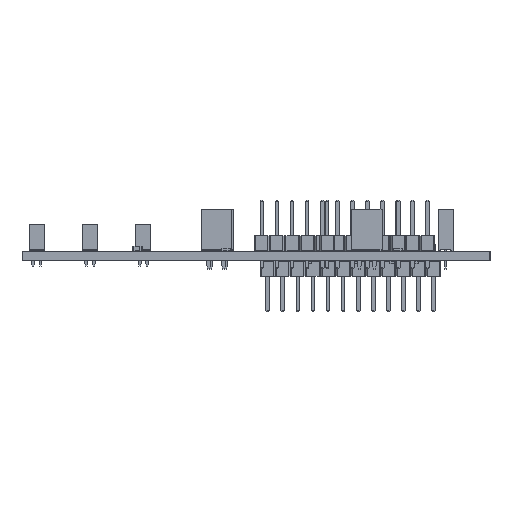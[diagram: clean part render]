
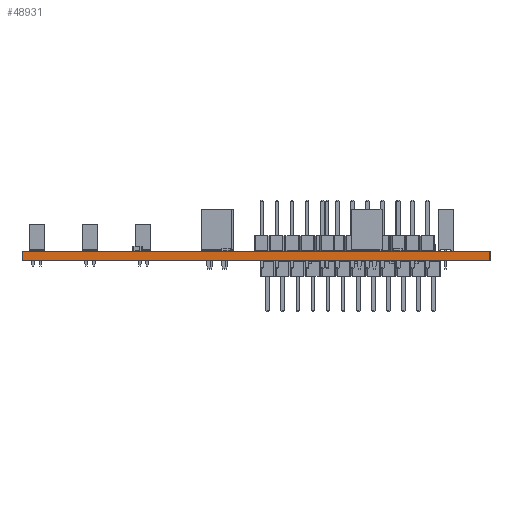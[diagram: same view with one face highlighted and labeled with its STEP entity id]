
A CAD part, left-side view. The second image highlights one B-rep face of the part: STEP entity #48931.
In plain terms, the highlighted planar face has unit normal (-1, 0, 0).
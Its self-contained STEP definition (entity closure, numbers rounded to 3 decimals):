
#48931 = ADVANCED_FACE('',(#48932),#48946,.F.);
#48932 = FACE_BOUND('',#48933,.F.);
#48933 = EDGE_LOOP('',(#48934,#48969,#48997,#49025));
#48934 = ORIENTED_EDGE('',*,*,#48935,.T.);
#48935 = EDGE_CURVE('',#48936,#48938,#48940,.T.);
#48936 = VERTEX_POINT('',#48937);
#48937 = CARTESIAN_POINT('',(-64.,39.5,0.));
#48938 = VERTEX_POINT('',#48939);
#48939 = CARTESIAN_POINT('',(-64.,39.5,1.6));
#48940 = SURFACE_CURVE('',#48941,(#48945,#48957),.PCURVE_S1.);
#48941 = LINE('',#48942,#48943);
#48942 = CARTESIAN_POINT('',(-64.,39.5,0.));
#48943 = VECTOR('',#48944,1.);
#48944 = DIRECTION('',(0.,0.,1.));
#48945 = PCURVE('',#48946,#48951);
#48946 = PLANE('',#48947);
#48947 = AXIS2_PLACEMENT_3D('',#48948,#48949,#48950);
#48948 = CARTESIAN_POINT('',(-64.,39.5,0.));
#48949 = DIRECTION('',(1.,0.,-0.));
#48950 = DIRECTION('',(0.,-1.,0.));
#48951 = DEFINITIONAL_REPRESENTATION('',(#48952),#48956);
#48952 = LINE('',#48953,#48954);
#48953 = CARTESIAN_POINT('',(0.,0.));
#48954 = VECTOR('',#48955,1.);
#48955 = DIRECTION('',(0.,-1.));
#48956 = ( GEOMETRIC_REPRESENTATION_CONTEXT(2) 
PARAMETRIC_REPRESENTATION_CONTEXT() REPRESENTATION_CONTEXT('2D SPACE',''
  ) );
#48957 = PCURVE('',#48958,#48963);
#48958 = PLANE('',#48959);
#48959 = AXIS2_PLACEMENT_3D('',#48960,#48961,#48962);
#48960 = CARTESIAN_POINT('',(40.5,39.5,0.));
#48961 = DIRECTION('',(0.,-1.,0.));
#48962 = DIRECTION('',(-1.,0.,0.));
#48963 = DEFINITIONAL_REPRESENTATION('',(#48964),#48968);
#48964 = LINE('',#48965,#48966);
#48965 = CARTESIAN_POINT('',(104.5,0.));
#48966 = VECTOR('',#48967,1.);
#48967 = DIRECTION('',(0.,-1.));
#48968 = ( GEOMETRIC_REPRESENTATION_CONTEXT(2) 
PARAMETRIC_REPRESENTATION_CONTEXT() REPRESENTATION_CONTEXT('2D SPACE',''
  ) );
#48969 = ORIENTED_EDGE('',*,*,#48970,.T.);
#48970 = EDGE_CURVE('',#48938,#48971,#48973,.T.);
#48971 = VERTEX_POINT('',#48972);
#48972 = CARTESIAN_POINT('',(-64.,-39.5,1.6));
#48973 = SURFACE_CURVE('',#48974,(#48978,#48985),.PCURVE_S1.);
#48974 = LINE('',#48975,#48976);
#48975 = CARTESIAN_POINT('',(-64.,39.5,1.6));
#48976 = VECTOR('',#48977,1.);
#48977 = DIRECTION('',(0.,-1.,0.));
#48978 = PCURVE('',#48946,#48979);
#48979 = DEFINITIONAL_REPRESENTATION('',(#48980),#48984);
#48980 = LINE('',#48981,#48982);
#48981 = CARTESIAN_POINT('',(0.,-1.6));
#48982 = VECTOR('',#48983,1.);
#48983 = DIRECTION('',(1.,0.));
#48984 = ( GEOMETRIC_REPRESENTATION_CONTEXT(2) 
PARAMETRIC_REPRESENTATION_CONTEXT() REPRESENTATION_CONTEXT('2D SPACE',''
  ) );
#48985 = PCURVE('',#48986,#48991);
#48986 = PLANE('',#48987);
#48987 = AXIS2_PLACEMENT_3D('',#48988,#48989,#48990);
#48988 = CARTESIAN_POINT('',(2.377,1.051,1.6));
#48989 = DIRECTION('',(0.,0.,1.));
#48990 = DIRECTION('',(1.,0.,-0.));
#48991 = DEFINITIONAL_REPRESENTATION('',(#48992),#48996);
#48992 = LINE('',#48993,#48994);
#48993 = CARTESIAN_POINT('',(-66.377,38.449));
#48994 = VECTOR('',#48995,1.);
#48995 = DIRECTION('',(0.,-1.));
#48996 = ( GEOMETRIC_REPRESENTATION_CONTEXT(2) 
PARAMETRIC_REPRESENTATION_CONTEXT() REPRESENTATION_CONTEXT('2D SPACE',''
  ) );
#48997 = ORIENTED_EDGE('',*,*,#48998,.F.);
#48998 = EDGE_CURVE('',#48999,#48971,#49001,.T.);
#48999 = VERTEX_POINT('',#49000);
#49000 = CARTESIAN_POINT('',(-64.,-39.5,0.));
#49001 = SURFACE_CURVE('',#49002,(#49006,#49013),.PCURVE_S1.);
#49002 = LINE('',#49003,#49004);
#49003 = CARTESIAN_POINT('',(-64.,-39.5,0.));
#49004 = VECTOR('',#49005,1.);
#49005 = DIRECTION('',(0.,0.,1.));
#49006 = PCURVE('',#48946,#49007);
#49007 = DEFINITIONAL_REPRESENTATION('',(#49008),#49012);
#49008 = LINE('',#49009,#49010);
#49009 = CARTESIAN_POINT('',(79.,0.));
#49010 = VECTOR('',#49011,1.);
#49011 = DIRECTION('',(0.,-1.));
#49012 = ( GEOMETRIC_REPRESENTATION_CONTEXT(2) 
PARAMETRIC_REPRESENTATION_CONTEXT() REPRESENTATION_CONTEXT('2D SPACE',''
  ) );
#49013 = PCURVE('',#49014,#49019);
#49014 = PLANE('',#49015);
#49015 = AXIS2_PLACEMENT_3D('',#49016,#49017,#49018);
#49016 = CARTESIAN_POINT('',(-64.,-39.5,0.));
#49017 = DIRECTION('',(0.,1.,0.));
#49018 = DIRECTION('',(1.,0.,0.));
#49019 = DEFINITIONAL_REPRESENTATION('',(#49020),#49024);
#49020 = LINE('',#49021,#49022);
#49021 = CARTESIAN_POINT('',(0.,0.));
#49022 = VECTOR('',#49023,1.);
#49023 = DIRECTION('',(0.,-1.));
#49024 = ( GEOMETRIC_REPRESENTATION_CONTEXT(2) 
PARAMETRIC_REPRESENTATION_CONTEXT() REPRESENTATION_CONTEXT('2D SPACE',''
  ) );
#49025 = ORIENTED_EDGE('',*,*,#49026,.F.);
#49026 = EDGE_CURVE('',#48936,#48999,#49027,.T.);
#49027 = SURFACE_CURVE('',#49028,(#49032,#49039),.PCURVE_S1.);
#49028 = LINE('',#49029,#49030);
#49029 = CARTESIAN_POINT('',(-64.,39.5,0.));
#49030 = VECTOR('',#49031,1.);
#49031 = DIRECTION('',(0.,-1.,0.));
#49032 = PCURVE('',#48946,#49033);
#49033 = DEFINITIONAL_REPRESENTATION('',(#49034),#49038);
#49034 = LINE('',#49035,#49036);
#49035 = CARTESIAN_POINT('',(0.,0.));
#49036 = VECTOR('',#49037,1.);
#49037 = DIRECTION('',(1.,0.));
#49038 = ( GEOMETRIC_REPRESENTATION_CONTEXT(2) 
PARAMETRIC_REPRESENTATION_CONTEXT() REPRESENTATION_CONTEXT('2D SPACE',''
  ) );
#49039 = PCURVE('',#49040,#49045);
#49040 = PLANE('',#49041);
#49041 = AXIS2_PLACEMENT_3D('',#49042,#49043,#49044);
#49042 = CARTESIAN_POINT('',(2.377,1.051,0.));
#49043 = DIRECTION('',(0.,0.,1.));
#49044 = DIRECTION('',(1.,0.,-0.));
#49045 = DEFINITIONAL_REPRESENTATION('',(#49046),#49050);
#49046 = LINE('',#49047,#49048);
#49047 = CARTESIAN_POINT('',(-66.377,38.449));
#49048 = VECTOR('',#49049,1.);
#49049 = DIRECTION('',(0.,-1.));
#49050 = ( GEOMETRIC_REPRESENTATION_CONTEXT(2) 
PARAMETRIC_REPRESENTATION_CONTEXT() REPRESENTATION_CONTEXT('2D SPACE',''
  ) );
